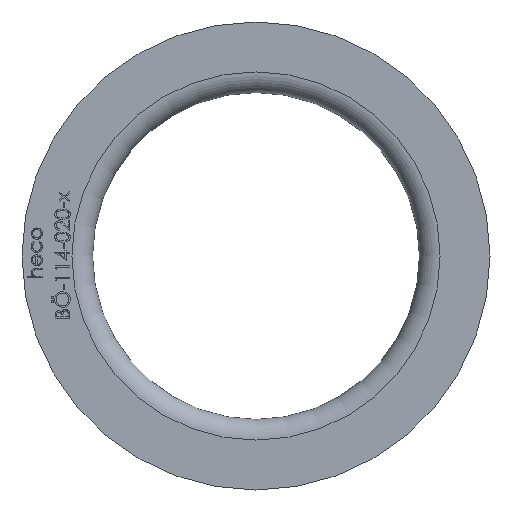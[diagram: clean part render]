
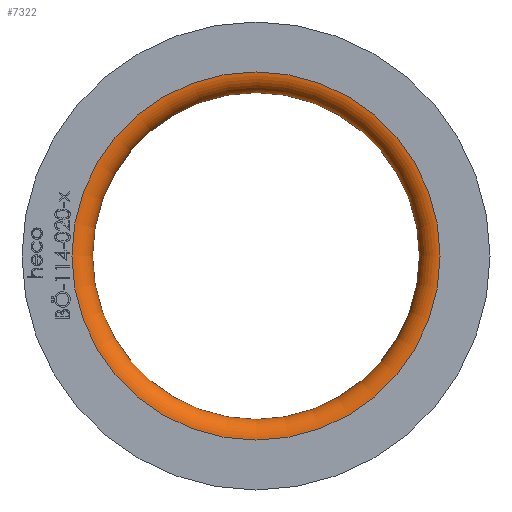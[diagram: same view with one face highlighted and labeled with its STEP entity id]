
A CAD part, left-side view. The second image highlights one B-rep face of the part: STEP entity #7322.
In plain terms, the highlighted toroidal (fillet/blend) face has major radius 62.15 mm and minor radius 7 mm.
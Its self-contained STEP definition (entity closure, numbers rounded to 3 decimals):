
#149 = EDGE_LOOP ( 'NONE', ( #4081 ) ) ;
#537 = VERTEX_POINT ( 'NONE', #7466 ) ;
#1584 = FACE_OUTER_BOUND ( 'NONE', #149, .T. ) ;
#2433 = AXIS2_PLACEMENT_3D ( 'NONE', #8950, #11065, #10110 ) ;
#3113 = EDGE_CURVE ( 'NONE', #10867, #10867, #4641, .T. ) ;
#3569 = AXIS2_PLACEMENT_3D ( 'NONE', #3892, #8032, #12644 ) ;
#3595 = FACE_OUTER_BOUND ( 'NONE', #9770, .T. ) ;
#3892 = CARTESIAN_POINT ( 'NONE',  ( 7., 0., 0. ) ) ;
#4081 = ORIENTED_EDGE ( 'NONE', *, *, #10649, .T. ) ;
#4641 = CIRCLE ( 'NONE', #3569, 55.15 ) ;
#4749 = ORIENTED_EDGE ( 'NONE', *, *, #3113, .F. ) ;
#6755 = CIRCLE ( 'NONE', #2433, 62.15 ) ;
#7322 = ADVANCED_FACE ( 'NONE', ( #3595, #1584 ), #8368, .T. ) ;
#7466 = CARTESIAN_POINT ( 'NONE',  ( 0., 0., 62.15 ) ) ;
#7590 = DIRECTION ( 'NONE',  ( -1., 0., 0. ) ) ;
#7729 = CARTESIAN_POINT ( 'NONE',  ( 7., 0., 55.15 ) ) ;
#8032 = DIRECTION ( 'NONE',  ( -1., 0., 0. ) ) ;
#8368 = TOROIDAL_SURFACE ( 'NONE', #8784, 62.15, 7. ) ;
#8784 = AXIS2_PLACEMENT_3D ( 'NONE', #12752, #7590, #8826 ) ;
#8826 = DIRECTION ( 'NONE',  ( 0., 0., 1. ) ) ;
#8950 = CARTESIAN_POINT ( 'NONE',  ( 0., 0., 0. ) ) ;
#9770 = EDGE_LOOP ( 'NONE', ( #4749 ) ) ;
#10110 = DIRECTION ( 'NONE',  ( 0., 0., 1. ) ) ;
#10649 = EDGE_CURVE ( 'NONE', #537, #537, #6755, .T. ) ;
#10867 = VERTEX_POINT ( 'NONE', #7729 ) ;
#11065 = DIRECTION ( 'NONE',  ( -1., 0., 0. ) ) ;
#12644 = DIRECTION ( 'NONE',  ( 0., 0., 1. ) ) ;
#12752 = CARTESIAN_POINT ( 'NONE',  ( 7., 0., 0. ) ) ;
